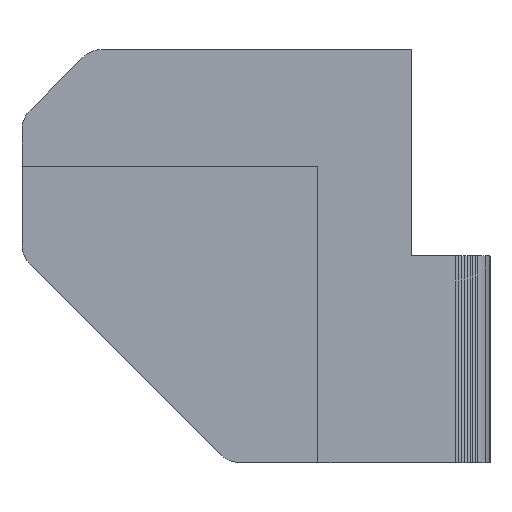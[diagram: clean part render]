
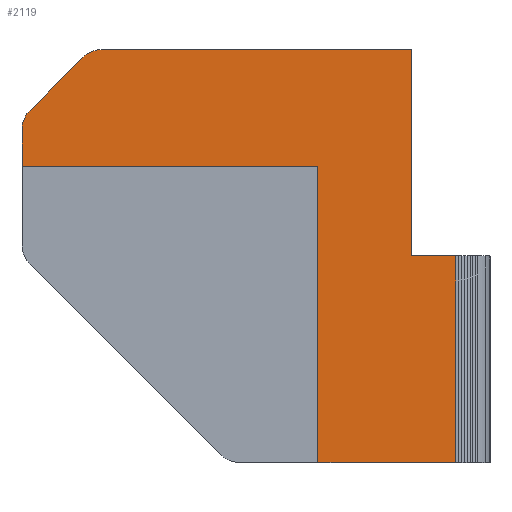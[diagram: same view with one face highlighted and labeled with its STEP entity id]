
A CAD part, top view. The second image highlights one B-rep face of the part: STEP entity #2119.
In plain terms, the highlighted planar face has unit normal (0, 0, 1).
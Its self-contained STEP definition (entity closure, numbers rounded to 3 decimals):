
#325 = VERTEX_POINT('',#326);
#326 = CARTESIAN_POINT('',(184.119,202.187,5.));
#332 = EDGE_CURVE('',#333,#325,#335,.T.);
#333 = VERTEX_POINT('',#334);
#334 = CARTESIAN_POINT('',(174.119,202.187,5.));
#335 = LINE('',#336,#337);
#336 = CARTESIAN_POINT('',(174.119,202.187,5.));
#337 = VECTOR('',#338,1.);
#338 = DIRECTION('',(1.,0.,0.));
#1132 = VERTEX_POINT('',#1133);
#1133 = CARTESIAN_POINT('',(174.119,223.687,5.));
#1141 = EDGE_CURVE('',#333,#1132,#1142,.T.);
#1142 = LINE('',#1143,#1144);
#1143 = CARTESIAN_POINT('',(174.119,202.187,5.));
#1144 = VECTOR('',#1145,1.);
#1145 = DIRECTION('',(0.,1.,0.));
#1157 = EDGE_CURVE('',#1132,#1158,#1160,.T.);
#1158 = VERTEX_POINT('',#1159);
#1159 = CARTESIAN_POINT('',(152.619,223.687,5.));
#1160 = LINE('',#1161,#1162);
#1161 = CARTESIAN_POINT('',(174.119,223.687,5.));
#1162 = VECTOR('',#1163,1.);
#1163 = DIRECTION('',(-1.,0.,0.));
#2119 = ADVANCED_FACE('',(#2120),#2315,.T.);
#2120 = FACE_BOUND('',#2121,.T.);
#2121 = EDGE_LOOP('',(#2122,#2123,#2124,#2132,#2140,#2148,#2156,#2164,
    #2172,#2180,#2188,#2196,#2204,#2212,#2220,#2228,#2236,#2244,#2252,
    #2260,#2268,#2276,#2284,#2292,#2300,#2308,#2314));
#2122 = ORIENTED_EDGE('',*,*,#1141,.F.);
#2123 = ORIENTED_EDGE('',*,*,#332,.T.);
#2124 = ORIENTED_EDGE('',*,*,#2125,.T.);
#2125 = EDGE_CURVE('',#325,#2126,#2128,.T.);
#2126 = VERTEX_POINT('',#2127);
#2127 = CARTESIAN_POINT('',(184.119,217.187,5.));
#2128 = LINE('',#2129,#2130);
#2129 = CARTESIAN_POINT('',(184.119,202.187,5.));
#2130 = VECTOR('',#2131,1.);
#2131 = DIRECTION('',(0.,1.,0.));
#2132 = ORIENTED_EDGE('',*,*,#2133,.T.);
#2133 = EDGE_CURVE('',#2126,#2134,#2136,.T.);
#2134 = VERTEX_POINT('',#2135);
#2135 = CARTESIAN_POINT('',(180.919,217.187,5.));
#2136 = LINE('',#2137,#2138);
#2137 = CARTESIAN_POINT('',(184.119,217.187,5.));
#2138 = VECTOR('',#2139,1.);
#2139 = DIRECTION('',(-1.,0.,0.));
#2140 = ORIENTED_EDGE('',*,*,#2141,.T.);
#2141 = EDGE_CURVE('',#2134,#2142,#2144,.T.);
#2142 = VERTEX_POINT('',#2143);
#2143 = CARTESIAN_POINT('',(180.919,232.187,5.));
#2144 = LINE('',#2145,#2146);
#2145 = CARTESIAN_POINT('',(180.919,217.187,5.));
#2146 = VECTOR('',#2147,1.);
#2147 = DIRECTION('',(0.,1.,0.));
#2148 = ORIENTED_EDGE('',*,*,#2149,.T.);
#2149 = EDGE_CURVE('',#2142,#2150,#2152,.T.);
#2150 = VERTEX_POINT('',#2151);
#2151 = CARTESIAN_POINT('',(158.448,232.187,5.));
#2152 = LINE('',#2153,#2154);
#2153 = CARTESIAN_POINT('',(180.919,232.187,5.));
#2154 = VECTOR('',#2155,1.);
#2155 = DIRECTION('',(-1.,0.,0.));
#2156 = ORIENTED_EDGE('',*,*,#2157,.T.);
#2157 = EDGE_CURVE('',#2150,#2158,#2160,.T.);
#2158 = VERTEX_POINT('',#2159);
#2159 = CARTESIAN_POINT('',(158.273,232.18,5.));
#2160 = LINE('',#2161,#2162);
#2161 = CARTESIAN_POINT('',(158.448,232.187,5.));
#2162 = VECTOR('',#2163,1.);
#2163 = DIRECTION('',(-0.999,-0.044,0.));
#2164 = ORIENTED_EDGE('',*,*,#2165,.T.);
#2165 = EDGE_CURVE('',#2158,#2166,#2168,.T.);
#2166 = VERTEX_POINT('',#2167);
#2167 = CARTESIAN_POINT('',(158.1,232.157,5.));
#2168 = LINE('',#2169,#2170);
#2169 = CARTESIAN_POINT('',(158.273,232.18,5.));
#2170 = VECTOR('',#2171,1.);
#2171 = DIRECTION('',(-0.991,-0.13,0.));
#2172 = ORIENTED_EDGE('',*,*,#2173,.T.);
#2173 = EDGE_CURVE('',#2166,#2174,#2176,.T.);
#2174 = VERTEX_POINT('',#2175);
#2175 = CARTESIAN_POINT('',(157.93,232.119,5.));
#2176 = LINE('',#2177,#2178);
#2177 = CARTESIAN_POINT('',(158.1,232.157,5.));
#2178 = VECTOR('',#2179,1.);
#2179 = DIRECTION('',(-0.976,-0.216,0.));
#2180 = ORIENTED_EDGE('',*,*,#2181,.T.);
#2181 = EDGE_CURVE('',#2174,#2182,#2184,.T.);
#2182 = VERTEX_POINT('',#2183);
#2183 = CARTESIAN_POINT('',(157.764,232.067,5.));
#2184 = LINE('',#2185,#2186);
#2185 = CARTESIAN_POINT('',(157.93,232.119,5.));
#2186 = VECTOR('',#2187,1.);
#2187 = DIRECTION('',(-0.954,-0.301,0.));
#2188 = ORIENTED_EDGE('',*,*,#2189,.T.);
#2189 = EDGE_CURVE('',#2182,#2190,#2192,.T.);
#2190 = VERTEX_POINT('',#2191);
#2191 = CARTESIAN_POINT('',(157.602,232.,5.));
#2192 = LINE('',#2193,#2194);
#2193 = CARTESIAN_POINT('',(157.764,232.067,5.));
#2194 = VECTOR('',#2195,1.);
#2195 = DIRECTION('',(-0.924,-0.383,0.));
#2196 = ORIENTED_EDGE('',*,*,#2197,.T.);
#2197 = EDGE_CURVE('',#2190,#2198,#2200,.T.);
#2198 = VERTEX_POINT('',#2199);
#2199 = CARTESIAN_POINT('',(157.448,231.919,5.));
#2200 = LINE('',#2201,#2202);
#2201 = CARTESIAN_POINT('',(157.602,232.,5.));
#2202 = VECTOR('',#2203,1.);
#2203 = DIRECTION('',(-0.887,-0.462,0.));
#2204 = ORIENTED_EDGE('',*,*,#2205,.T.);
#2205 = EDGE_CURVE('',#2198,#2206,#2208,.T.);
#2206 = VERTEX_POINT('',#2207);
#2207 = CARTESIAN_POINT('',(157.3,231.826,5.));
#2208 = LINE('',#2209,#2210);
#2209 = CARTESIAN_POINT('',(157.448,231.919,5.));
#2210 = VECTOR('',#2211,1.);
#2211 = DIRECTION('',(-0.843,-0.537,0.));
#2212 = ORIENTED_EDGE('',*,*,#2213,.T.);
#2213 = EDGE_CURVE('',#2206,#2214,#2216,.T.);
#2214 = VERTEX_POINT('',#2215);
#2215 = CARTESIAN_POINT('',(157.162,231.719,5.));
#2216 = LINE('',#2217,#2218);
#2217 = CARTESIAN_POINT('',(157.3,231.826,5.));
#2218 = VECTOR('',#2219,1.);
#2219 = DIRECTION('',(-0.793,-0.609,0.));
#2220 = ORIENTED_EDGE('',*,*,#2221,.T.);
#2221 = EDGE_CURVE('',#2214,#2222,#2224,.T.);
#2222 = VERTEX_POINT('',#2223);
#2223 = CARTESIAN_POINT('',(157.033,231.602,5.));
#2224 = LINE('',#2225,#2226);
#2225 = CARTESIAN_POINT('',(157.162,231.719,5.));
#2226 = VECTOR('',#2227,1.);
#2227 = DIRECTION('',(-0.737,-0.676,0.));
#2228 = ORIENTED_EDGE('',*,*,#2229,.T.);
#2229 = EDGE_CURVE('',#2222,#2230,#2232,.T.);
#2230 = VERTEX_POINT('',#2231);
#2231 = CARTESIAN_POINT('',(153.205,227.773,5.));
#2232 = LINE('',#2233,#2234);
#2233 = CARTESIAN_POINT('',(157.033,231.602,5.));
#2234 = VECTOR('',#2235,1.);
#2235 = DIRECTION('',(-0.707,-0.707,0.));
#2236 = ORIENTED_EDGE('',*,*,#2237,.T.);
#2237 = EDGE_CURVE('',#2230,#2238,#2240,.T.);
#2238 = VERTEX_POINT('',#2239);
#2239 = CARTESIAN_POINT('',(153.087,227.644,5.));
#2240 = LINE('',#2241,#2242);
#2241 = CARTESIAN_POINT('',(153.205,227.773,5.));
#2242 = VECTOR('',#2243,1.);
#2243 = DIRECTION('',(-0.676,-0.737,0.));
#2244 = ORIENTED_EDGE('',*,*,#2245,.T.);
#2245 = EDGE_CURVE('',#2238,#2246,#2248,.T.);
#2246 = VERTEX_POINT('',#2247);
#2247 = CARTESIAN_POINT('',(152.981,227.506,5.));
#2248 = LINE('',#2249,#2250);
#2249 = CARTESIAN_POINT('',(153.087,227.644,5.));
#2250 = VECTOR('',#2251,1.);
#2251 = DIRECTION('',(-0.609,-0.793,0.));
#2252 = ORIENTED_EDGE('',*,*,#2253,.T.);
#2253 = EDGE_CURVE('',#2246,#2254,#2256,.T.);
#2254 = VERTEX_POINT('',#2255);
#2255 = CARTESIAN_POINT('',(152.887,227.359,5.));
#2256 = LINE('',#2257,#2258);
#2257 = CARTESIAN_POINT('',(152.981,227.506,5.));
#2258 = VECTOR('',#2259,1.);
#2259 = DIRECTION('',(-0.537,-0.843,0.));
#2260 = ORIENTED_EDGE('',*,*,#2261,.T.);
#2261 = EDGE_CURVE('',#2254,#2262,#2264,.T.);
#2262 = VERTEX_POINT('',#2263);
#2263 = CARTESIAN_POINT('',(152.807,227.204,5.));
#2264 = LINE('',#2265,#2266);
#2265 = CARTESIAN_POINT('',(152.887,227.359,5.));
#2266 = VECTOR('',#2267,1.);
#2267 = DIRECTION('',(-0.462,-0.887,0.));
#2268 = ORIENTED_EDGE('',*,*,#2269,.T.);
#2269 = EDGE_CURVE('',#2262,#2270,#2272,.T.);
#2270 = VERTEX_POINT('',#2271);
#2271 = CARTESIAN_POINT('',(152.74,227.043,5.));
#2272 = LINE('',#2273,#2274);
#2273 = CARTESIAN_POINT('',(152.807,227.204,5.));
#2274 = VECTOR('',#2275,1.);
#2275 = DIRECTION('',(-0.383,-0.924,0.));
#2276 = ORIENTED_EDGE('',*,*,#2277,.T.);
#2277 = EDGE_CURVE('',#2270,#2278,#2280,.T.);
#2278 = VERTEX_POINT('',#2279);
#2279 = CARTESIAN_POINT('',(152.687,226.877,5.));
#2280 = LINE('',#2281,#2282);
#2281 = CARTESIAN_POINT('',(152.74,227.043,5.));
#2282 = VECTOR('',#2283,1.);
#2283 = DIRECTION('',(-0.301,-0.954,0.));
#2284 = ORIENTED_EDGE('',*,*,#2285,.T.);
#2285 = EDGE_CURVE('',#2278,#2286,#2288,.T.);
#2286 = VERTEX_POINT('',#2287);
#2287 = CARTESIAN_POINT('',(152.65,226.706,5.));
#2288 = LINE('',#2289,#2290);
#2289 = CARTESIAN_POINT('',(152.687,226.877,5.));
#2290 = VECTOR('',#2291,1.);
#2291 = DIRECTION('',(-0.216,-0.976,0.));
#2292 = ORIENTED_EDGE('',*,*,#2293,.T.);
#2293 = EDGE_CURVE('',#2286,#2294,#2296,.T.);
#2294 = VERTEX_POINT('',#2295);
#2295 = CARTESIAN_POINT('',(152.627,226.533,5.));
#2296 = LINE('',#2297,#2298);
#2297 = CARTESIAN_POINT('',(152.65,226.706,5.));
#2298 = VECTOR('',#2299,1.);
#2299 = DIRECTION('',(-0.131,-0.991,0.));
#2300 = ORIENTED_EDGE('',*,*,#2301,.T.);
#2301 = EDGE_CURVE('',#2294,#2302,#2304,.T.);
#2302 = VERTEX_POINT('',#2303);
#2303 = CARTESIAN_POINT('',(152.619,226.359,5.));
#2304 = LINE('',#2305,#2306);
#2305 = CARTESIAN_POINT('',(152.627,226.533,5.));
#2306 = VECTOR('',#2307,1.);
#2307 = DIRECTION('',(-0.044,-0.999,0.));
#2308 = ORIENTED_EDGE('',*,*,#2309,.T.);
#2309 = EDGE_CURVE('',#2302,#1158,#2310,.T.);
#2310 = LINE('',#2311,#2312);
#2311 = CARTESIAN_POINT('',(152.619,226.359,5.));
#2312 = VECTOR('',#2313,1.);
#2313 = DIRECTION('',(0.,-1.,0.));
#2314 = ORIENTED_EDGE('',*,*,#1157,.F.);
#2315 = PLANE('',#2316);
#2316 = AXIS2_PLACEMENT_3D('',#2317,#2318,#2319);
#2317 = CARTESIAN_POINT('',(172.272,220.214,5.));
#2318 = DIRECTION('',(0.,0.,1.));
#2319 = DIRECTION('',(1.,0.,0.));
